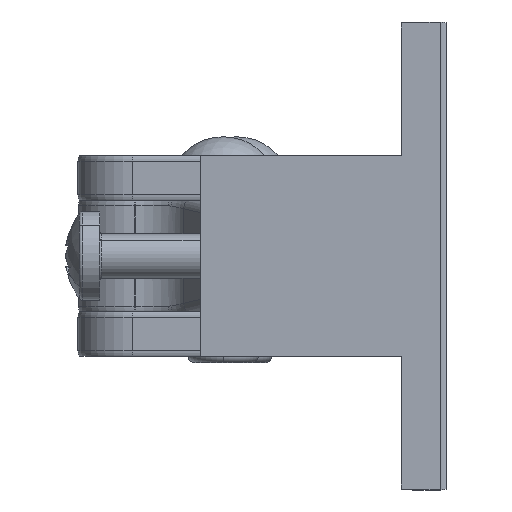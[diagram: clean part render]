
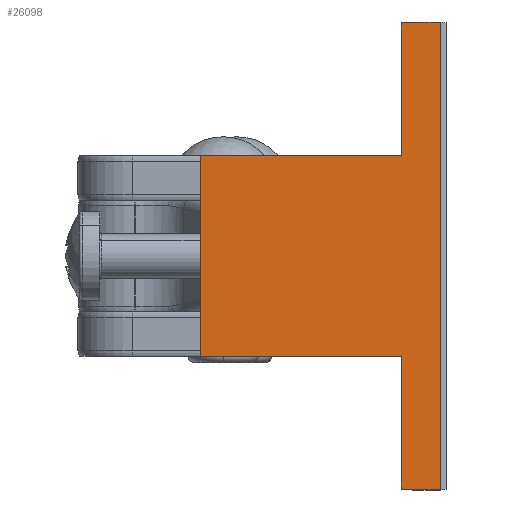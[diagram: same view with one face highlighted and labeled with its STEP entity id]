
A CAD part, left-side view. The second image highlights one B-rep face of the part: STEP entity #26098.
In plain terms, the highlighted planar face has unit normal (-1, 0.018, 0).
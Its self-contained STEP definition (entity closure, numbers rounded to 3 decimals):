
#264 = VERTEX_POINT ( 'NONE', #31671 ) ;
#1359 = CARTESIAN_POINT ( 'NONE',  ( -60., -1., 21. ) ) ;
#1871 = DIRECTION ( 'NONE',  ( -0.017, -1., 0.017 ) ) ;
#2335 = LINE ( 'NONE', #14590, #25035 ) ;
#2990 = DIRECTION ( 'NONE',  ( -1., 0.017, 0. ) ) ;
#3127 = LINE ( 'NONE', #37898, #24891 ) ;
#3986 = CARTESIAN_POINT ( 'NONE',  ( -59.599, 22., 9. ) ) ;
#5726 = CARTESIAN_POINT ( 'NONE',  ( -59.913, 4., -21. ) ) ;
#6699 = VECTOR ( 'NONE', #26274, 1000. ) ;
#7382 = VERTEX_POINT ( 'NONE', #25278 ) ;
#7398 = VERTEX_POINT ( 'NONE', #36919 ) ;
#7515 = LINE ( 'NONE', #32379, #30128 ) ;
#8583 = EDGE_LOOP ( 'NONE', ( #8655, #35968, #35085, #18803, #24281, #17777, #12973, #9114 ) ) ;
#8655 = ORIENTED_EDGE ( 'NONE', *, *, #16999, .T. ) ;
#9114 = ORIENTED_EDGE ( 'NONE', *, *, #21956, .F. ) ;
#11920 = VECTOR ( 'NONE', #1871, 1000. ) ;
#12973 = ORIENTED_EDGE ( 'NONE', *, *, #24405, .T. ) ;
#13623 = VERTEX_POINT ( 'NONE', #36191 ) ;
#14590 = CARTESIAN_POINT ( 'NONE',  ( -60., -1., -21. ) ) ;
#16177 = VECTOR ( 'NONE', #32111, 1000. ) ;
#16232 = FACE_OUTER_BOUND ( 'NONE', #8583, .T. ) ;
#16999 = EDGE_CURVE ( 'NONE', #7398, #264, #2335, .T. ) ;
#17777 = ORIENTED_EDGE ( 'NONE', *, *, #18387, .T. ) ;
#18387 = EDGE_CURVE ( 'NONE', #32856, #21346, #24024, .T. ) ;
#18803 = ORIENTED_EDGE ( 'NONE', *, *, #20824, .F. ) ;
#19786 = LINE ( 'NONE', #1359, #11920 ) ;
#20342 = DIRECTION ( 'NONE',  ( 0., 0., 1. ) ) ;
#20710 = EDGE_CURVE ( 'NONE', #25799, #7382, #19786, .T. ) ;
#20734 = PLANE ( 'NONE',  #22849 ) ;
#20824 = EDGE_CURVE ( 'NONE', #13623, #25799, #3127, .T. ) ;
#21346 = VERTEX_POINT ( 'NONE', #36466 ) ;
#21853 = DIRECTION ( 'NONE',  ( 0., 0., 1. ) ) ;
#21914 = CARTESIAN_POINT ( 'NONE',  ( -59.913, 4., 20.913 ) ) ;
#21956 = EDGE_CURVE ( 'NONE', #7398, #23036, #24377, .T. ) ;
#22450 = LINE ( 'NONE', #37636, #6699 ) ;
#22849 = AXIS2_PLACEMENT_3D ( 'NONE', #35359, #2990, #23706 ) ;
#23036 = VERTEX_POINT ( 'NONE', #32499 ) ;
#23447 = VECTOR ( 'NONE', #37667, 1000. ) ;
#23706 = DIRECTION ( 'NONE',  ( -0.017, -1., 0. ) ) ;
#24024 = LINE ( 'NONE', #26225, #16177 ) ;
#24281 = ORIENTED_EDGE ( 'NONE', *, *, #31150, .F. ) ;
#24377 = LINE ( 'NONE', #5726, #23447 ) ;
#24405 = EDGE_CURVE ( 'NONE', #21346, #23036, #7515, .T. ) ;
#24840 = CARTESIAN_POINT ( 'NONE',  ( -59.973, 0.526, 21. ) ) ;
#24891 = VECTOR ( 'NONE', #20342, 1000. ) ;
#25035 = VECTOR ( 'NONE', #32231, 1000. ) ;
#25278 = CARTESIAN_POINT ( 'NONE',  ( -59.973, 0.526, 20.973 ) ) ;
#25799 = VERTEX_POINT ( 'NONE', #21914 ) ;
#25880 = VECTOR ( 'NONE', #21853, 1000. ) ;
#26098 = ADVANCED_FACE ( 'NONE', ( #16232 ), #20734, .T. ) ;
#26225 = CARTESIAN_POINT ( 'NONE',  ( -59.599, 22., -21. ) ) ;
#26274 = DIRECTION ( 'NONE',  ( -0.017, -1., 0. ) ) ;
#26790 = LINE ( 'NONE', #24840, #25880 ) ;
#30128 = VECTOR ( 'NONE', #35327, 1000. ) ;
#31150 = EDGE_CURVE ( 'NONE', #32856, #13623, #22450, .T. ) ;
#31671 = CARTESIAN_POINT ( 'NONE',  ( -59.973, 0.526, -20.973 ) ) ;
#32111 = DIRECTION ( 'NONE',  ( 0., 0., -1. ) ) ;
#32231 = DIRECTION ( 'NONE',  ( -0.017, -1., -0.017 ) ) ;
#32379 = CARTESIAN_POINT ( 'NONE',  ( -59.622, 20.65, -9. ) ) ;
#32499 = CARTESIAN_POINT ( 'NONE',  ( -59.913, 4., -9. ) ) ;
#32661 = EDGE_CURVE ( 'NONE', #264, #7382, #26790, .T. ) ;
#32856 = VERTEX_POINT ( 'NONE', #3986 ) ;
#35085 = ORIENTED_EDGE ( 'NONE', *, *, #20710, .F. ) ;
#35327 = DIRECTION ( 'NONE',  ( -0.017, -1., 0. ) ) ;
#35359 = CARTESIAN_POINT ( 'NONE',  ( -60., -1., -21. ) ) ;
#35968 = ORIENTED_EDGE ( 'NONE', *, *, #32661, .T. ) ;
#36191 = CARTESIAN_POINT ( 'NONE',  ( -59.913, 4., 9. ) ) ;
#36466 = CARTESIAN_POINT ( 'NONE',  ( -59.599, 22., -9. ) ) ;
#36919 = CARTESIAN_POINT ( 'NONE',  ( -59.913, 4., -20.913 ) ) ;
#37636 = CARTESIAN_POINT ( 'NONE',  ( -59.622, 20.65, 9. ) ) ;
#37667 = DIRECTION ( 'NONE',  ( 0., 0., 1. ) ) ;
#37898 = CARTESIAN_POINT ( 'NONE',  ( -59.913, 4., -21. ) ) ;
